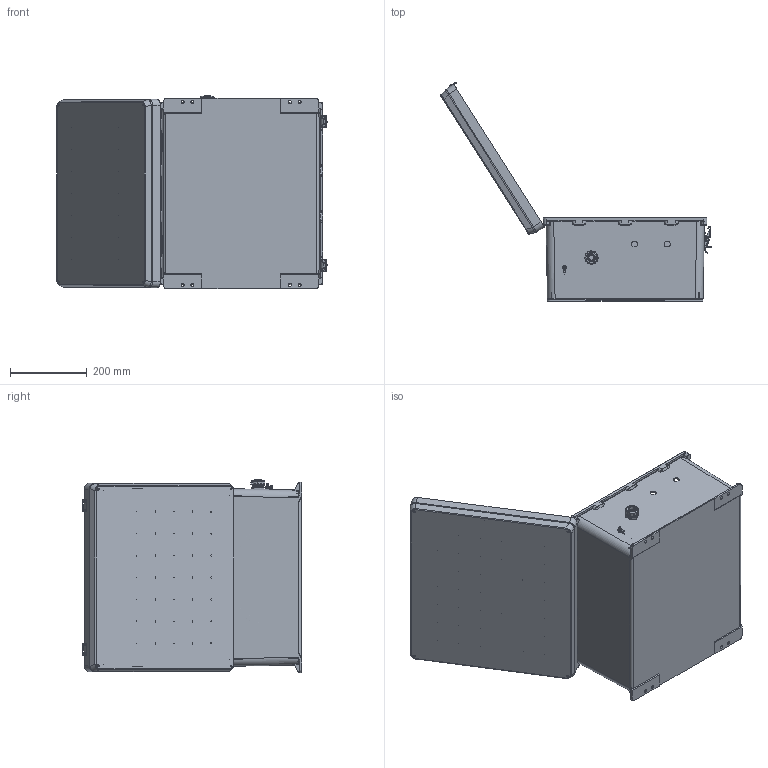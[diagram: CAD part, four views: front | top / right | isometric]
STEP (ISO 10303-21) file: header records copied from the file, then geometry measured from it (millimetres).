
FILE_DESCRIPTION (( 'STEP AP214' ), '1' );
FILE_NAME ('NB181608-01_3D.step', '2025-10-06T15:07:33', ( '' ), ( '' ), 'SwSTEP 2.0', 'SolidWorks 2025', '' );
FILE_SCHEMA (( 'AUTOMOTIVE_DESIGN' ));
Length unit declared in the file: inch
Products named in the file (17): XFS-0026; XC-0003; XFN-0003; NB181608-Box; NB181608-01_3D; XFS-0017; XFW-0002; XCT-0005; NEMA_18_GroundWire; NB181608-DoorClasp-1; NB181608-Hinge; 10-32 NEMA PLATE SCREW; NB181608-DoorClasp-2; NB181608-Lid; XF685-01; XCT-0010; XCT-0011
Assembly tree (23 placements, depth 2):
  NB181608-01_3D
    NB181608-Box
    NB181608-Hinge  x2
    NB181608-Lid
    NB181608-DoorClasp-1  x2
    NB181608-DoorClasp-2  x2
    XF685-01
    10-32 NEMA PLATE SCREW  x4
    XFS-0017
    XCT-0011
    XCT-0010
    NEMA_18_GroundWire
    XFS-0026
    XFN-0003  x2
    XCT-0005
    XFW-0002
    XC-0003
Bounding box: 703.32 x 571.16 x 502.84 mm (x, y, z)
Volume: 3506940.8 mm3; surface area: 2139405.8 mm2
Topology: 29 solids, 30 shells, 2900 faces, 7495 edges, 4641 vertices
Faces by surface type: cylinder 1073, plane 942, cone 487, torus 228, bspline 170
Entity records: 77827 total; most frequent: CARTESIAN_POINT 23393, ORIENTED_EDGE 11438, DIRECTION 11174, EDGE_CURVE 5719, AXIS2_PLACEMENT_3D 4205, VERTEX_POINT 3566, LINE 2764, VECTOR 2764
